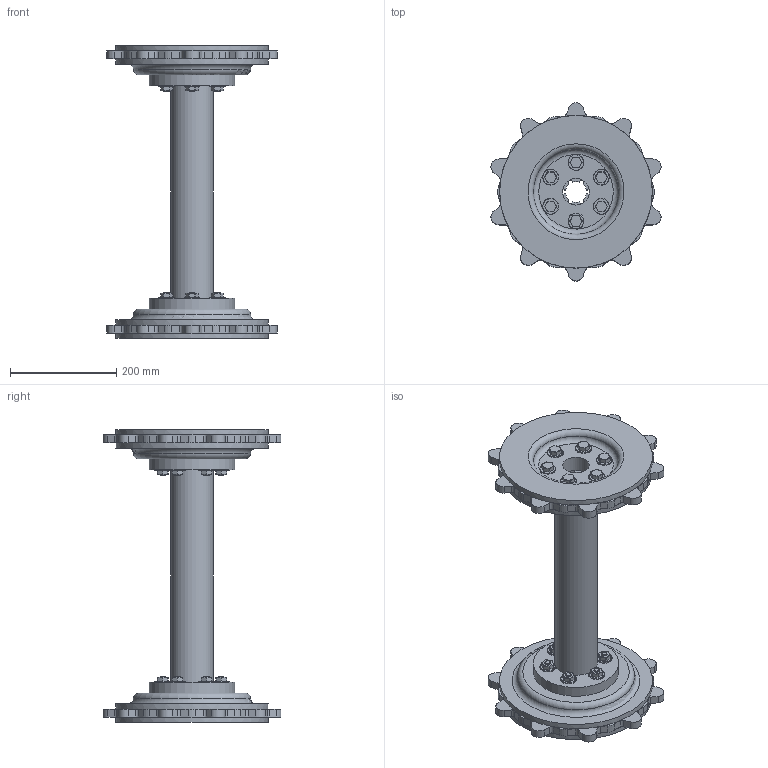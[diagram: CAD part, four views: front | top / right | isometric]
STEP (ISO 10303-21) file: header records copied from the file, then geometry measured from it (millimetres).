
FILE_DESCRIPTION( ('This file contains a STEP AP42 implementation' ,'as created by ZW3D STEP Interface translator.' ,'') ,'2;1' );
FILE_NAME( '蚾饜-翋雄謫.iam.stp' ,'251027.114758', (''), ('ZWCAD Software Co.'), 'Version 1.0', 'ZW3D to STEP translator', '' );
FILE_SCHEMA(('AUTOMOTIVE_DESIGN { 1 0 10303 214 1 1 1 1 }'));
Length unit declared in the file: millimetre
Products named in the file (6): 0; 蚾饜-翋雄謫.iam; 翋雄謫.ipt; 翋雄謫蟀諉芠.ipt; 翋雄謫嘐隅蹟佪.ipt; 翋雄謫嘐隅蹟簽.ipt
Assembly tree (27 placements, depth 2):
  0
  蚾饜-翋雄謫.iam
    翋雄謫.ipt  x2
    翋雄謫蟀諉芠.ipt
    翋雄謫嘐隅蹟佪.ipt  x12
    翋雄謫嘐隅蹟簽.ipt  x12
Bounding box: 319.34 x 334.31 x 550 mm (x, y, z)
Volume: 7592885.2 mm3; surface area: 765779.4 mm2
Topology: 27 solids, 27 shells, 1089 faces, 2657 edges, 1666 vertices
Faces by surface type: cylinder 463, plane 414, sphere 144, cone 36, torus 32
Full cylindrical faces by diameter (mm): 9.508 x12, 10 x36, 30 x24, 50 x2, 80 x1, 160 x4, 286.671 x4
Entity records: 8806 total; most frequent: DIRECTION 1664, CARTESIAN_POINT 1429, ORIENTED_EDGE 1354, AXIS2_PLACEMENT_3D 682, EDGE_CURVE 677, VERTEX_POINT 447, CIRCLE 377, VECTOR 300
